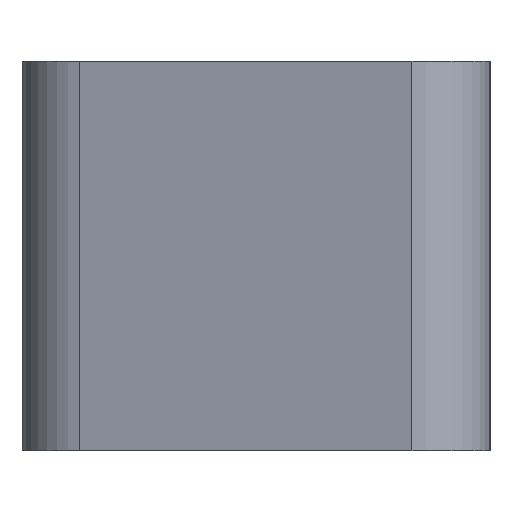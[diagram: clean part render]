
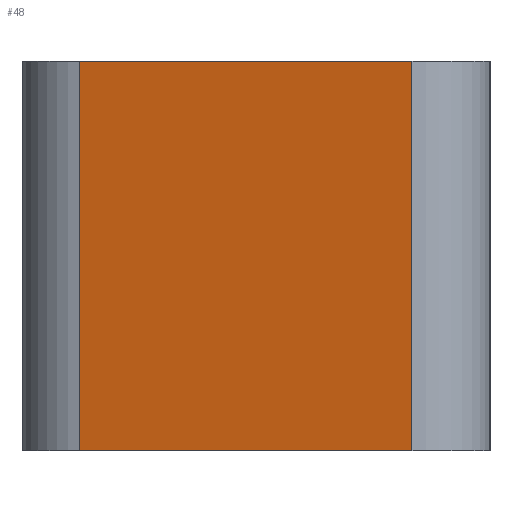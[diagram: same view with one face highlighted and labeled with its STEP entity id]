
A CAD part, left-side view. The second image highlights one B-rep face of the part: STEP entity #48.
In plain terms, the highlighted planar face has unit normal (-0.966, 0.259, 0).
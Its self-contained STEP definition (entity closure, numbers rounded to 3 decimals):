
#48=ADVANCED_FACE('',(#69),#70,.T.);
#69=FACE_OUTER_BOUND('',#105,.T.);
#70=PLANE('',#106);
#105=EDGE_LOOP('',(#151,#152,#153,#154));
#106=AXIS2_PLACEMENT_3D('',#155,#156,#157);
#151=ORIENTED_EDGE('',*,*,#294,.T.);
#152=ORIENTED_EDGE('',*,*,#295,.F.);
#153=ORIENTED_EDGE('',*,*,#296,.F.);
#154=ORIENTED_EDGE('',*,*,#292,.T.);
#155=CARTESIAN_POINT('',(-29.859,6.259,0.0));
#156=DIRECTION('',(-0.966,0.259,0.0));
#157=DIRECTION('',(-0.259,-0.966,-0.0));
#292=EDGE_CURVE('',#345,#343,#346,.T.);
#294=EDGE_CURVE('',#343,#348,#349,.T.);
#295=EDGE_CURVE('',#350,#348,#351,.T.);
#296=EDGE_CURVE('',#345,#350,#352,.T.);
#343=VERTEX_POINT('',#427);
#345=VERTEX_POINT('',#429);
#346=LINE('',#430,#431);
#348=VERTEX_POINT('',#433);
#349=LINE('',#434,#435);
#350=VERTEX_POINT('',#436);
#351=LINE('',#437,#438);
#352=LINE('',#439,#440);
#427=CARTESIAN_POINT('',(-31.,2.0,10.0));
#429=CARTESIAN_POINT('',(-31.,2.0,0.0));
#430=CARTESIAN_POINT('',(-31.,2.0,0.0));
#431=VECTOR('',#530,1.0);
#433=CARTESIAN_POINT('',(-28.718,10.518,10.0));
#434=CARTESIAN_POINT('',(-31.,2.0,10.0));
#435=VECTOR('',#534,1.0);
#436=CARTESIAN_POINT('',(-28.718,10.518,0.0));
#437=CARTESIAN_POINT('',(-28.718,10.518,0.0));
#438=VECTOR('',#535,1.0);
#439=CARTESIAN_POINT('',(-31.,2.0,0.0));
#440=VECTOR('',#536,1.0);
#530=DIRECTION('',(0.0,0.0,1.0));
#534=DIRECTION('',(0.259,0.966,0.0));
#535=DIRECTION('',(0.0,0.0,1.0));
#536=DIRECTION('',(0.259,0.966,0.0));
